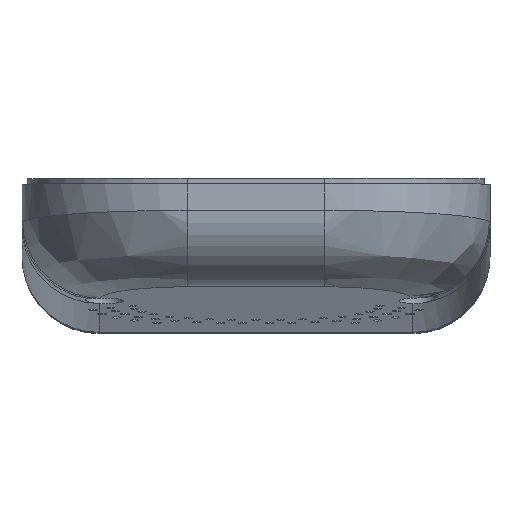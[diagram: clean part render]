
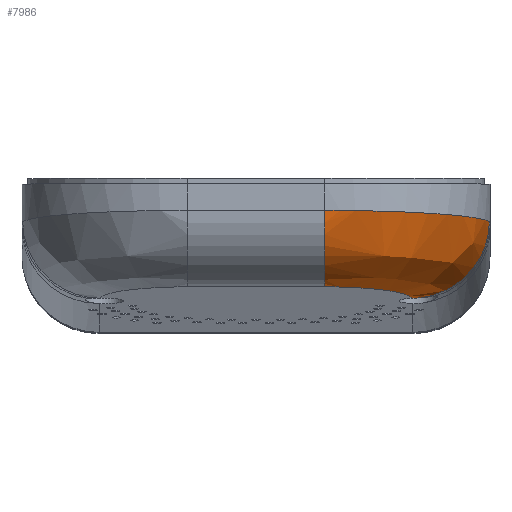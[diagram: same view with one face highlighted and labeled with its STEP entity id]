
A CAD part, top view. The second image highlights one B-rep face of the part: STEP entity #7986.
In plain terms, the highlighted free-form (B-spline) face has degree [3, 3] with [7, 7] control points.
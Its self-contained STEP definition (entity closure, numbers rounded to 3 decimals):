
#368=ELLIPSE('',#8562,16.157,16.);
#378=ELLIPSE('',#8668,30.084,30.);
#675=B_SPLINE_SURFACE_WITH_KNOTS('',3,3,((#15004,#15005,#15006,#15007,#15008,
#15009,#15010),(#15011,#15012,#15013,#15014,#15015,#15016,#15017),(#15018,
#15019,#15020,#15021,#15022,#15023,#15024),(#15025,#15026,#15027,#15028,
#15029,#15030,#15031),(#15032,#15033,#15034,#15035,#15036,#15037,#15038),
(#15039,#15040,#15041,#15042,#15043,#15044,#15045),(#15046,#15047,#15048,
#15049,#15050,#15051,#15052)),.UNSPECIFIED.,.F.,.F.,.F.,(4,1,1,1,4),(4,
1,1,1,4),(0.,0.286,0.571,0.786,1.),
(0.,0.424,0.636,1.06,
1.484),.UNSPECIFIED.);
#1164=FACE_OUTER_BOUND('',#1724,.T.);
#1724=EDGE_LOOP('',(#7411,#7412,#7413,#7414,#7415));
#2888=CIRCLE('',#8756,14.);
#2889=CIRCLE('',#8757,14.);
#3077=B_SPLINE_CURVE_WITH_KNOTS('',3,(#15054,#15055,#15056,#15057,#15058,
#15059),.UNSPECIFIED.,.F.,.F.,(4,2,4),(0.,0.134,0.162),
 .UNSPECIFIED.);
#3747=VERTEX_POINT('',#13992);
#3748=VERTEX_POINT('',#13994);
#3879=VERTEX_POINT('',#14430);
#3880=VERTEX_POINT('',#14432);
#3918=VERTEX_POINT('',#15053);
#4815=EDGE_CURVE('',#3748,#3747,#368,.T.);
#4999=EDGE_CURVE('',#3880,#3879,#378,.T.);
#5092=EDGE_CURVE('',#3747,#3918,#3077,.T.);
#5093=EDGE_CURVE('',#3918,#3880,#2888,.T.);
#5094=EDGE_CURVE('',#3879,#3748,#2889,.T.);
#7411=ORIENTED_EDGE('',*,*,#5092,.T.);
#7412=ORIENTED_EDGE('',*,*,#5093,.T.);
#7413=ORIENTED_EDGE('',*,*,#4999,.T.);
#7414=ORIENTED_EDGE('',*,*,#5094,.T.);
#7415=ORIENTED_EDGE('',*,*,#4815,.T.);
#7986=ADVANCED_FACE('',(#1164),#675,.F.);
#8562=AXIS2_PLACEMENT_3D('',#13995,#10232,#10233);
#8668=AXIS2_PLACEMENT_3D('',#14433,#10566,#10567);
#8756=AXIS2_PLACEMENT_3D('',#15060,#10770,#10771);
#8757=AXIS2_PLACEMENT_3D('',#15061,#10772,#10773);
#10232=DIRECTION('center_axis',(0.,0.99,-0.139));
#10233=DIRECTION('ref_axis',(0.,0.139,0.99));
#10566=DIRECTION('center_axis',(0.,-0.997,
0.075));
#10567=DIRECTION('ref_axis',(0.,0.075,0.997));
#10770=DIRECTION('center_axis',(-0.086,0.139,0.987));
#10771=DIRECTION('ref_axis',(0.,-0.99,0.139));
#10772=DIRECTION('center_axis',(1.,0.,0.));
#10773=DIRECTION('ref_axis',(0.,0.,1.));
#13992=CARTESIAN_POINT('',(28.44,6.253,73.336));
#13994=CARTESIAN_POINT('',(12.5,8.306,87.948));
#13995=CARTESIAN_POINT('Origin',(12.5,6.058,71.948));
#14430=CARTESIAN_POINT('',(12.5,22.17,100.));
#14432=CARTESIAN_POINT('',(42.387,20.116,72.601));
#14433=CARTESIAN_POINT('Origin',(12.5,19.921,70.));
#15004=CARTESIAN_POINT('Ctrl Pts',(12.5,8.306,87.948));
#15005=CARTESIAN_POINT('Ctrl Pts',(14.761,8.306,87.948));
#15006=CARTESIAN_POINT('Ctrl Pts',(18.15,8.203,87.216));
#15007=CARTESIAN_POINT('Ctrl Pts',(23.057,7.799,84.342));
#15008=CARTESIAN_POINT('Ctrl Pts',(26.882,7.191,80.009));
#15009=CARTESIAN_POINT('Ctrl Pts',(28.244,6.569,75.588));
#15010=CARTESIAN_POINT('Ctrl Pts',(28.44,6.253,73.336));
#15011=CARTESIAN_POINT('Ctrl Pts',(12.5,8.572,89.838));
#15012=CARTESIAN_POINT('Ctrl Pts',(15.034,8.572,89.838));
#15013=CARTESIAN_POINT('Ctrl Pts',(18.831,8.458,89.026));
#15014=CARTESIAN_POINT('Ctrl Pts',(24.349,8.009,85.834));
#15015=CARTESIAN_POINT('Ctrl Pts',(28.68,7.331,81.008));
#15016=CARTESIAN_POINT('Ctrl Pts',(30.263,6.634,76.05));
#15017=CARTESIAN_POINT('Ctrl Pts',(30.51,6.277,73.512));
#15018=CARTESIAN_POINT('Ctrl Pts',(12.5,9.887,93.507));
#15019=CARTESIAN_POINT('Ctrl Pts',(15.578,9.887,93.507));
#15020=CARTESIAN_POINT('Ctrl Pts',(20.192,9.758,92.536));
#15021=CARTESIAN_POINT('Ctrl Pts',(26.931,9.248,88.702));
#15022=CARTESIAN_POINT('Ctrl Pts',(32.274,8.474,82.883));
#15023=CARTESIAN_POINT('Ctrl Pts',(34.302,7.673,76.845));
#15024=CARTESIAN_POINT('Ctrl Pts',(34.651,7.26,73.735));
#15025=CARTESIAN_POINT('Ctrl Pts',(12.5,13.551,97.416));
#15026=CARTESIAN_POINT('Ctrl Pts',(16.204,13.551,97.416));
#15027=CARTESIAN_POINT('Ctrl Pts',(21.755,13.421,96.251));
#15028=CARTESIAN_POINT('Ctrl Pts',(29.874,12.909,91.648));
#15029=CARTESIAN_POINT('Ctrl Pts',(36.327,12.131,84.652));
#15030=CARTESIAN_POINT('Ctrl Pts',(38.798,11.324,77.375));
#15031=CARTESIAN_POINT('Ctrl Pts',(39.232,10.908,73.62));
#15032=CARTESIAN_POINT('Ctrl Pts',(12.5,17.877,99.557));
#15033=CARTESIAN_POINT('Ctrl Pts',(16.592,17.877,99.557));
#15034=CARTESIAN_POINT('Ctrl Pts',(22.726,17.759,98.257));
#15035=CARTESIAN_POINT('Ctrl Pts',(31.666,17.293,93.131));
#15036=CARTESIAN_POINT('Ctrl Pts',(38.728,16.588,85.36));
#15037=CARTESIAN_POINT('Ctrl Pts',(41.369,15.86,77.328));
#15038=CARTESIAN_POINT('Ctrl Pts',(41.807,15.486,73.201));
#15039=CARTESIAN_POINT('Ctrl Pts',(12.5,20.739,100.));
#15040=CARTESIAN_POINT('Ctrl Pts',(16.712,20.739,100.));
#15041=CARTESIAN_POINT('Ctrl Pts',(23.024,20.631,98.646));
#15042=CARTESIAN_POINT('Ctrl Pts',(32.186,20.206,93.323));
#15043=CARTESIAN_POINT('Ctrl Pts',(39.366,19.565,85.28));
#15044=CARTESIAN_POINT('Ctrl Pts',(41.971,18.908,77.032));
#15045=CARTESIAN_POINT('Ctrl Pts',(42.368,18.573,72.816));
#15046=CARTESIAN_POINT('Ctrl Pts',(12.5,22.17,100.));
#15047=CARTESIAN_POINT('Ctrl Pts',(16.74,22.17,100.));
#15048=CARTESIAN_POINT('Ctrl Pts',(23.094,22.067,98.627));
#15049=CARTESIAN_POINT('Ctrl Pts',(32.294,21.663,93.239));
#15050=CARTESIAN_POINT('Ctrl Pts',(39.467,21.054,85.114));
#15051=CARTESIAN_POINT('Ctrl Pts',(42.019,20.433,76.825));
#15052=CARTESIAN_POINT('Ctrl Pts',(42.387,20.116,72.601));
#15053=CARTESIAN_POINT('',(30.035,6.363,73.459));
#15054=CARTESIAN_POINT('Ctrl Pts',(28.44,6.253,73.336));
#15055=CARTESIAN_POINT('Ctrl Pts',(28.865,6.272,73.471));
#15056=CARTESIAN_POINT('Ctrl Pts',(29.312,6.3,73.523));
#15057=CARTESIAN_POINT('Ctrl Pts',(29.849,6.346,73.484));
#15058=CARTESIAN_POINT('Ctrl Pts',(29.942,6.354,73.473));
#15059=CARTESIAN_POINT('Ctrl Pts',(30.035,6.363,73.459));
#15060=CARTESIAN_POINT('Origin',(28.44,20.116,71.387));
#15061=CARTESIAN_POINT('Origin',(12.5,22.17,86.));
